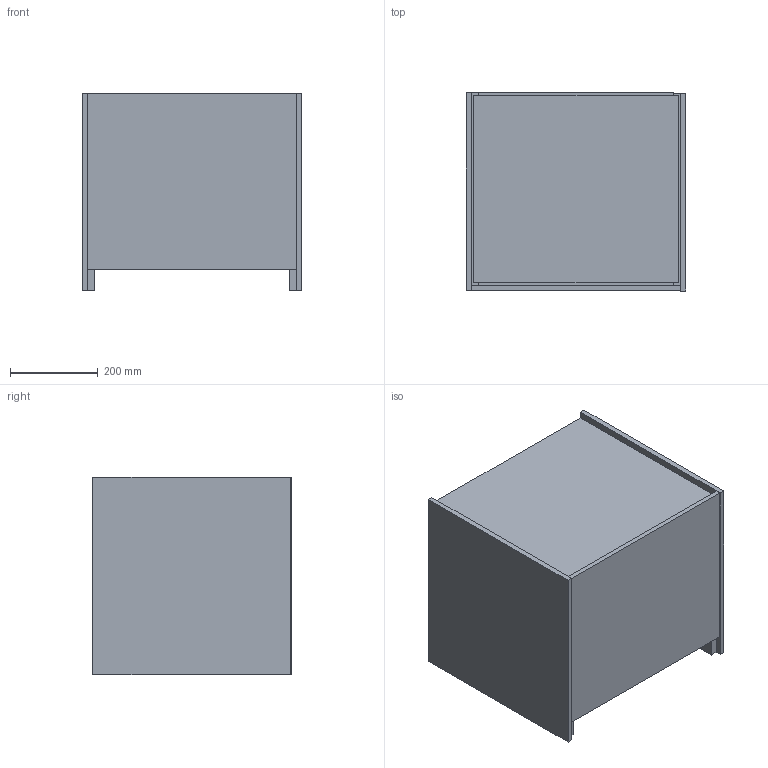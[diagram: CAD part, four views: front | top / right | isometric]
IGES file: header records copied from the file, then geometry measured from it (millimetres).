
Global section: file name: INFINITY 50_10.11.17; native system: Autodesk Inventor 2017; preprocessor: unknown; author: produccion; date: 20180226.110522; units: millimetre
Bounding box: 500 x 451 x 450 mm (x, y, z)
Volume: 24964128.5 mm3; surface area: 3676571.1 mm2
Topology: 13 solids, 13 shells, 268 faces, 460 edges, 306 vertices
Faces by surface type: bspline 268
